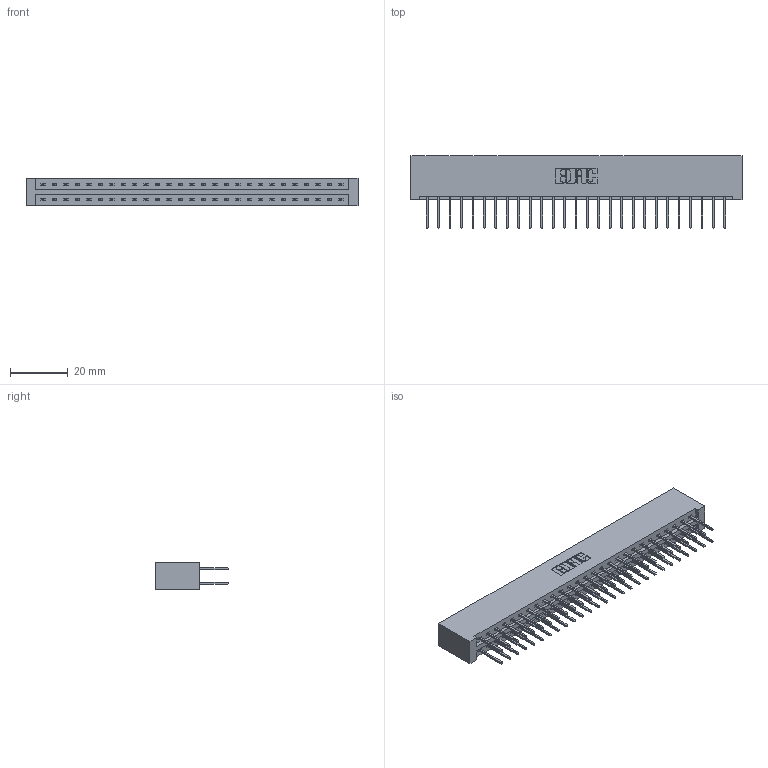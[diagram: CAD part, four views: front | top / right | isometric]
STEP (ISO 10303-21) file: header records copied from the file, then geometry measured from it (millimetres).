
FILE_DESCRIPTION (( 'STEP AP203' ), '1' );
FILE_NAME ('387-054-523-201.STEP', '2018-09-20T21:58:18', ( '' ), ( '' ), 'SwSTEP 2.0', 'SolidWorks 2016', '' );
FILE_SCHEMA (( 'CONFIG_CONTROL_DESIGN' ));
Length unit declared in the file: inch
Products named in the file (3): 337 Part_No Mounting Lugs; 345-292-001_345-293-123; 387-054-523-201
Assembly tree (55 placements, depth 2):
  387-054-523-201
    337 Part_No Mounting Lugs
    345-292-001_345-293-123  x54
Bounding box: 114.86 x 25.15 x 9.4 mm (x, y, z)
Volume: 12776.5 mm3; surface area: 14880.2 mm2
Topology: 55 solids, 55 shells, 3022 faces, 8981 edges, 5914 vertices
Faces by surface type: plane 2118, cylinder 904
Entity records: 22615 total; most frequent: CARTESIAN_POINT 3822, ORIENTED_EDGE 3758, DIRECTION 3271, EDGE_CURVE 1879, VECTOR 1759, LINE 1759, VERTEX_POINT 1250, AXIS2_PLACEMENT_3D 756
